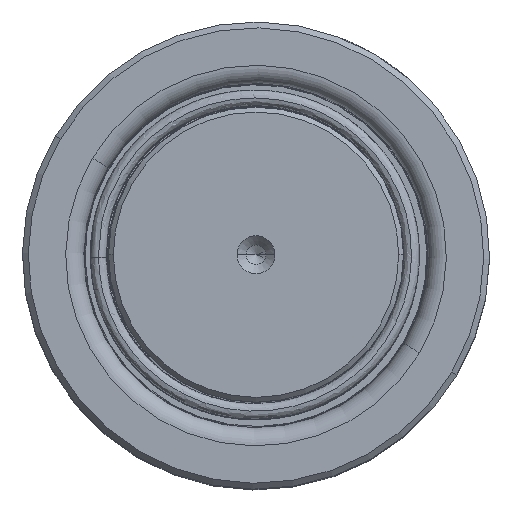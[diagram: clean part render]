
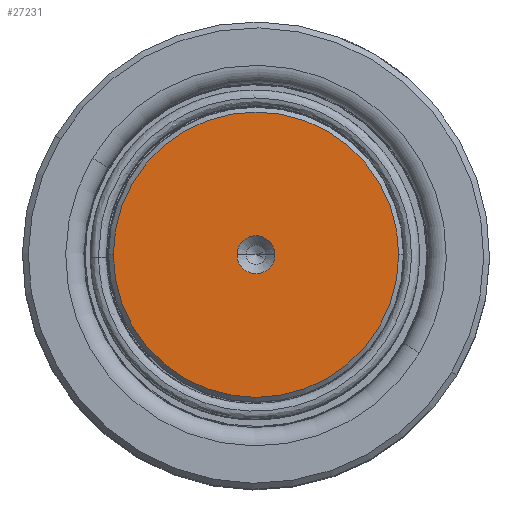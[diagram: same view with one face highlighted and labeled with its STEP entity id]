
A CAD part, top view. The second image highlights one B-rep face of the part: STEP entity #27231.
In plain terms, the highlighted planar face has unit normal (0, 0, 1).
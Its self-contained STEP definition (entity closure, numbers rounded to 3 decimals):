
#21 = AXIS2_PLACEMENT_3D ( 'NONE', #3389, #33126, #33868 ) ;
#3132 = VERTEX_POINT ( 'NONE', #19549 ) ;
#3389 = CARTESIAN_POINT ( 'NONE',  ( 0., 0., 200. ) ) ;
#4049 = CARTESIAN_POINT ( 'NONE',  ( 0., 0., 200. ) ) ;
#5523 = VERTEX_POINT ( 'NONE', #24632 ) ;
#5815 = DIRECTION ( 'NONE',  ( 0., 0., 1. ) ) ;
#7648 = CARTESIAN_POINT ( 'NONE',  ( 0., 0., 200. ) ) ;
#8368 = DIRECTION ( 'NONE',  ( 0., 0., 1. ) ) ;
#9462 = EDGE_CURVE ( 'NONE', #5523, #39224, #19661, .T. ) ;
#10109 = ORIENTED_EDGE ( 'NONE', *, *, #42410, .F. ) ;
#10722 = CIRCLE ( 'NONE', #21, 3.85 ) ;
#12479 = FACE_BOUND ( 'NONE', #44796, .T. ) ;
#14663 = CIRCLE ( 'NONE', #52010, 29.017 ) ;
#16196 = EDGE_LOOP ( 'NONE', ( #36254, #54754 ) ) ;
#19458 = CARTESIAN_POINT ( 'NONE',  ( -3.85, 0., 200. ) ) ;
#19549 = CARTESIAN_POINT ( 'NONE',  ( 3.85, 0., 200. ) ) ;
#19661 = CIRCLE ( 'NONE', #36102, 29.017 ) ;
#20564 = FACE_OUTER_BOUND ( 'NONE', #16196, .T. ) ;
#21525 = VERTEX_POINT ( 'NONE', #19458 ) ;
#24414 = DIRECTION ( 'NONE',  ( 0., 0., 1. ) ) ;
#24632 = CARTESIAN_POINT ( 'NONE',  ( 29.017, 0., 200. ) ) ;
#25377 = DIRECTION ( 'NONE',  ( 1., 0., 0. ) ) ;
#27231 = ADVANCED_FACE ( 'NONE', ( #12479, #20564 ), #46286, .T. ) ;
#32140 = DIRECTION ( 'NONE',  ( 1., 0., 0. ) ) ;
#32339 = CARTESIAN_POINT ( 'NONE',  ( 0., 0., 200. ) ) ;
#33126 = DIRECTION ( 'NONE',  ( 0., 0., 1. ) ) ;
#33189 = CIRCLE ( 'NONE', #38548, 3.85 ) ;
#33868 = DIRECTION ( 'NONE',  ( 1., 0., 0. ) ) ;
#34514 = EDGE_CURVE ( 'NONE', #3132, #21525, #33189, .T. ) ;
#36102 = AXIS2_PLACEMENT_3D ( 'NONE', #47089, #51249, #25377 ) ;
#36254 = ORIENTED_EDGE ( 'NONE', *, *, #54994, .T. ) ;
#38548 = AXIS2_PLACEMENT_3D ( 'NONE', #32339, #5815, #32140 ) ;
#39224 = VERTEX_POINT ( 'NONE', #50674 ) ;
#42410 = EDGE_CURVE ( 'NONE', #21525, #3132, #10722, .T. ) ;
#43360 = ORIENTED_EDGE ( 'NONE', *, *, #34514, .F. ) ;
#43447 = DIRECTION ( 'NONE',  ( 1., 0., 0. ) ) ;
#44796 = EDGE_LOOP ( 'NONE', ( #43360, #10109 ) ) ;
#46138 = AXIS2_PLACEMENT_3D ( 'NONE', #7648, #24414, #46476 ) ;
#46286 = PLANE ( 'NONE',  #46138 ) ;
#46476 = DIRECTION ( 'NONE',  ( 1., 0., 0. ) ) ;
#47089 = CARTESIAN_POINT ( 'NONE',  ( 0., 0., 200. ) ) ;
#50674 = CARTESIAN_POINT ( 'NONE',  ( -29.017, 0., 200. ) ) ;
#51249 = DIRECTION ( 'NONE',  ( 0., 0., 1. ) ) ;
#52010 = AXIS2_PLACEMENT_3D ( 'NONE', #4049, #8368, #43447 ) ;
#54754 = ORIENTED_EDGE ( 'NONE', *, *, #9462, .T. ) ;
#54994 = EDGE_CURVE ( 'NONE', #39224, #5523, #14663, .T. ) ;
